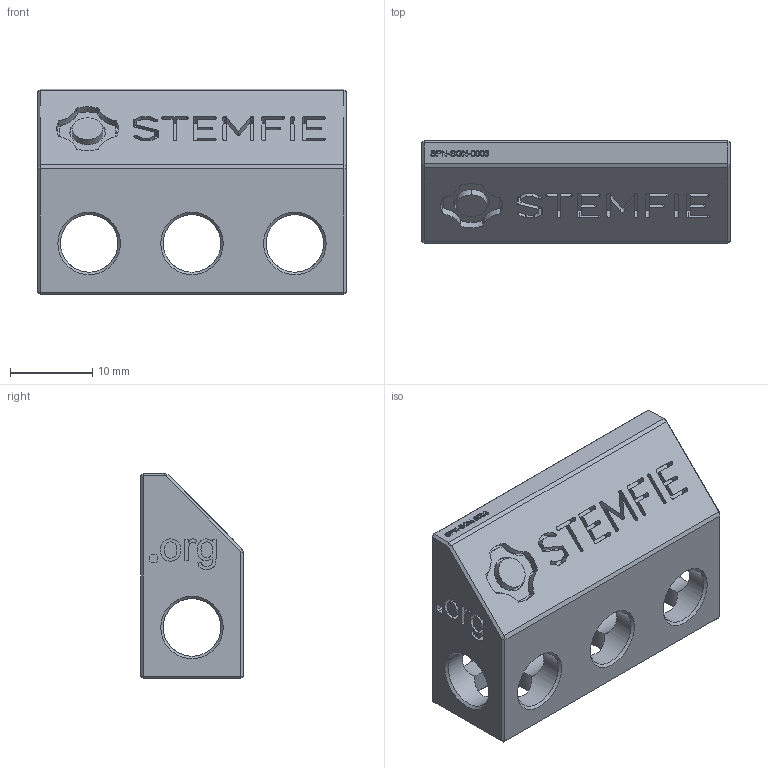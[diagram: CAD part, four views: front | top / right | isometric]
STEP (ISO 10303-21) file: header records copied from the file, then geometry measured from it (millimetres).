
FILE_DESCRIPTION(('FreeCAD Model'),'2;1');
FILE_NAME('Open CASCADE Shape Model','2023-11-10T15:49:29',(''),(''), 'Open CASCADE STEP processor 7.6','FreeCAD','Unknown');
FILE_SCHEMA(('AUTOMOTIVE_DESIGN { 1 0 10303 214 1 1 1 1 }'));
Products named in the file (1): Sign URL SLTD STA BU03x02x01 - SPN-SGN-0003 (stemfie.org)001
Bounding box: 37.5 x 12.5 x 25 mm (x, y, z)
Volume: 6226 mm3; surface area: 5269.9 mm2
Topology: 1 solids, 1 shells, 642 faces, 1789 edges, 1176 vertices
Faces by surface type: bspline 361, plane 228, cylinder 42, cone 11
Full cylindrical faces by diameter (mm): 7 x16
Entity records: 78577 total; most frequent: CARTESIAN_POINT 48209, ORIENTED_EDGE 3578, PCURVE 3578, DEFINITIONAL_REPRESENTATION 3578, DIRECTION 3570, LINE 2716, VECTOR 2716, B_SPLINE_CURVE_WITH_KNOTS 2441
